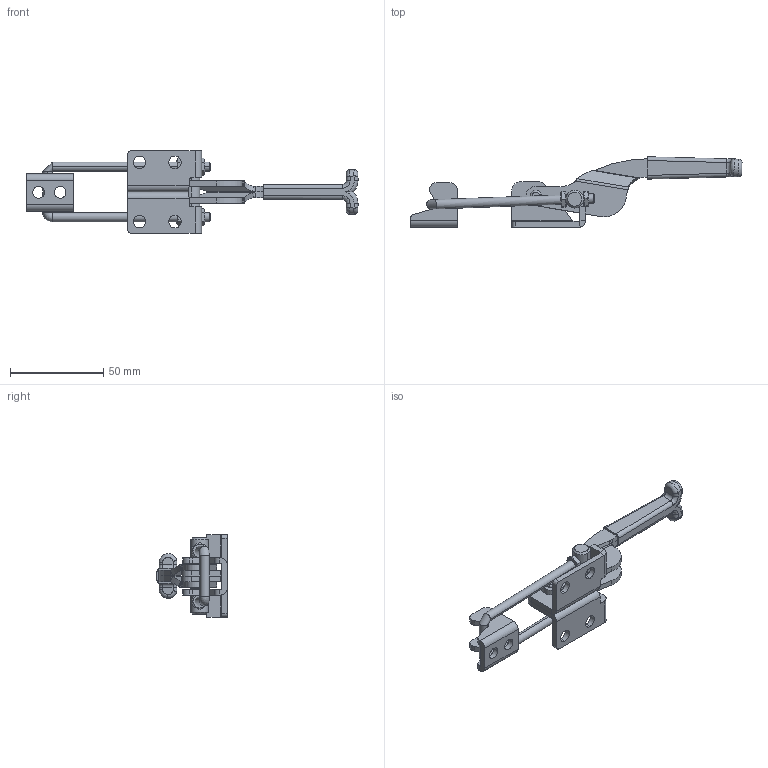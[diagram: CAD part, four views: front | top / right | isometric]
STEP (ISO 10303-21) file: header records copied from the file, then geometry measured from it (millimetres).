
FILE_DESCRIPTION (( 'STEP AP203' ), '1' );
FILE_NAME ('HS-431 .STEP', '2022-05-30T10:29:55', ( '微软用户' ), ( '微软中国' ), 'SwSTEP 2.0', 'SolidWorks 2012', '' );
FILE_SCHEMA (( 'CONFIG_CONTROL_DESIGN' ));
Length unit declared in the file: millimetre
Products named in the file (11): HS-431 ; hex thin nuts-grades ab-chamfered gb_GB_FASTENER_NUT_STNAB M5-N; 挴裝; 种裝; 忒梟酘; 忒梟衵; 忒參; 諶; 嘐隅种; 菁釱酘; 菁釱衵
Assembly tree (13 placements, depth 2):
  HS-431 
    菁釱衵
    菁釱酘
    嘐隅种
    諶
    忒參
    忒梟衵
    忒梟酘
    种裝
    挴裝
    hex thin nuts-grades ab-chamfered gb_GB_FASTENER_NUT_STNAB M5-N  x4
Bounding box: 178.26 x 37.78 x 44.4 mm (x, y, z)
Volume: 29397.9 mm3; surface area: 22827.1 mm2
Topology: 13 solids, 13 shells, 614 faces, 1583 edges, 1013 vertices
Faces by surface type: plane 310, bspline 126, cylinder 123, cone 40, torus 15
Entity records: 24404 total; most frequent: CARTESIAN_POINT 10138, ORIENTED_EDGE 2918, DIRECTION 2301, EDGE_CURVE 1459, VERTEX_POINT 941, LINE 913, VECTOR 913, AXIS2_PLACEMENT_3D 694
